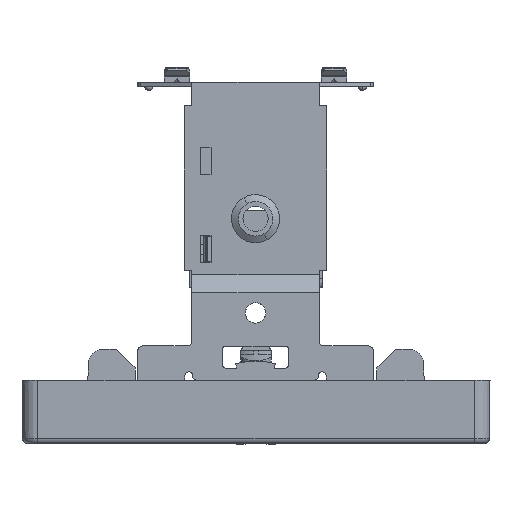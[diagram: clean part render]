
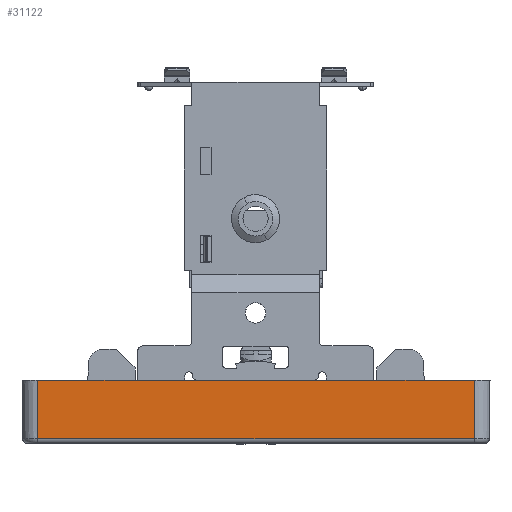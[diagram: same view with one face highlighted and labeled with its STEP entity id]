
A CAD part, left-side view. The second image highlights one B-rep face of the part: STEP entity #31122.
In plain terms, the highlighted planar face has unit normal (-1, 0, -0.009).
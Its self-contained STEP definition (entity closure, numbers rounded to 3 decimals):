
#24422=DIRECTION('',(-0.009,0.,1.));
#24423=VECTOR('',#24422,18.514);
#24424=CARTESIAN_POINT('',(-178.839,-5.5,
36.987));
#24425=LINE('',#24424,#24423);
#24426=DIRECTION('',(0.,-1.,0.));
#24427=VECTOR('',#24426,16.);
#24428=CARTESIAN_POINT('',(-179.,-5.5,
55.5));
#24429=LINE('',#24428,#24427);
#24430=DIRECTION('',(0.,-1.,0.));
#24431=VECTOR('',#24430,15.);
#24432=CARTESIAN_POINT('',(-179.,-21.5,55.5));
#24433=LINE('',#24432,#24431);
#24434=DIRECTION('',(0.,-1.,0.));
#24435=VECTOR('',#24434,77.);
#24436=CARTESIAN_POINT('',(-179.,-36.5,55.5));
#24437=LINE('',#24436,#24435);
#24438=DIRECTION('',(0.,-1.,0.));
#24439=VECTOR('',#24438,15.);
#24440=CARTESIAN_POINT('',(-179.,-113.5,55.5));
#24441=LINE('',#24440,#24439);
#24442=DIRECTION('',(0.,-1.,0.));
#24443=VECTOR('',#24442,16.);
#24444=CARTESIAN_POINT('',(-179.,-128.5,55.5));
#24445=LINE('',#24444,#24443);
#24477=DIRECTION('',(0.,-1.,0.));
#24478=VECTOR('',#24477,139.);
#24479=CARTESIAN_POINT('',(-178.839,-5.5,
36.987));
#24480=LINE('',#24479,#24478);
#24517=DIRECTION('',(-0.009,0.,1.));
#24518=VECTOR('',#24517,18.514);
#24519=CARTESIAN_POINT('',(-178.839,-144.5,
36.987));
#24520=LINE('',#24519,#24518);
#28257=CARTESIAN_POINT('',(-179.001,-5.5,
55.5));
#28258=VERTEX_POINT('',#28257);
#28259=CARTESIAN_POINT('',(-178.839,-5.5,
36.987));
#28260=VERTEX_POINT('',#28259);
#28291=CARTESIAN_POINT('',(-179.,-21.5,55.5));
#28292=VERTEX_POINT('',#28291);
#28293=CARTESIAN_POINT('',(-179.,-36.5,55.5));
#28294=VERTEX_POINT('',#28293);
#28295=CARTESIAN_POINT('',(-179.,-113.5,55.5));
#28296=VERTEX_POINT('',#28295);
#28297=CARTESIAN_POINT('',(-179.,-128.5,55.5));
#28298=VERTEX_POINT('',#28297);
#28299=CARTESIAN_POINT('',(-179.,-144.5,
55.5));
#28300=VERTEX_POINT('',#28299);
#28301=CARTESIAN_POINT('',(-178.839,-144.5,
36.987));
#28302=VERTEX_POINT('',#28301);
#31103=CARTESIAN_POINT('',(-179.,-149.5,55.5));
#31104=DIRECTION('',(1.,0.,0.009));
#31105=DIRECTION('',(0.,1.,0.));
#31106=AXIS2_PLACEMENT_3D('',#31103,#31104,#31105);
#31107=PLANE('',#31106);
#31109=ORIENTED_EDGE('',*,*,#31108,.T.);
#31110=ORIENTED_EDGE('',*,*,#29255,.T.);
#31111=ORIENTED_EDGE('',*,*,#31044,.T.);
#31112=ORIENTED_EDGE('',*,*,#29912,.T.);
#31114=ORIENTED_EDGE('',*,*,#31113,.T.);
#31115=ORIENTED_EDGE('',*,*,#29115,.T.);
#31117=ORIENTED_EDGE('',*,*,#31116,.F.);
#31119=ORIENTED_EDGE('',*,*,#31118,.F.);
#31120=EDGE_LOOP('',(#31109,#31110,#31111,#31112,#31114,#31115,#31117,#31119));
#31121=FACE_OUTER_BOUND('',#31120,.F.);
#31122=ADVANCED_FACE('',(#31121),#31107,.F.);
#29115=EDGE_CURVE('',#28298,#28300,#24445,.T.);
#29255=EDGE_CURVE('',#28258,#28292,#24429,.T.);
#29912=EDGE_CURVE('',#28294,#28296,#24437,.T.);
#31044=EDGE_CURVE('',#28292,#28294,#24433,.T.);
#31108=EDGE_CURVE('',#28260,#28258,#24425,.T.);
#31113=EDGE_CURVE('',#28296,#28298,#24441,.T.);
#31116=EDGE_CURVE('',#28302,#28300,#24520,.T.);
#31118=EDGE_CURVE('',#28260,#28302,#24480,.T.);
